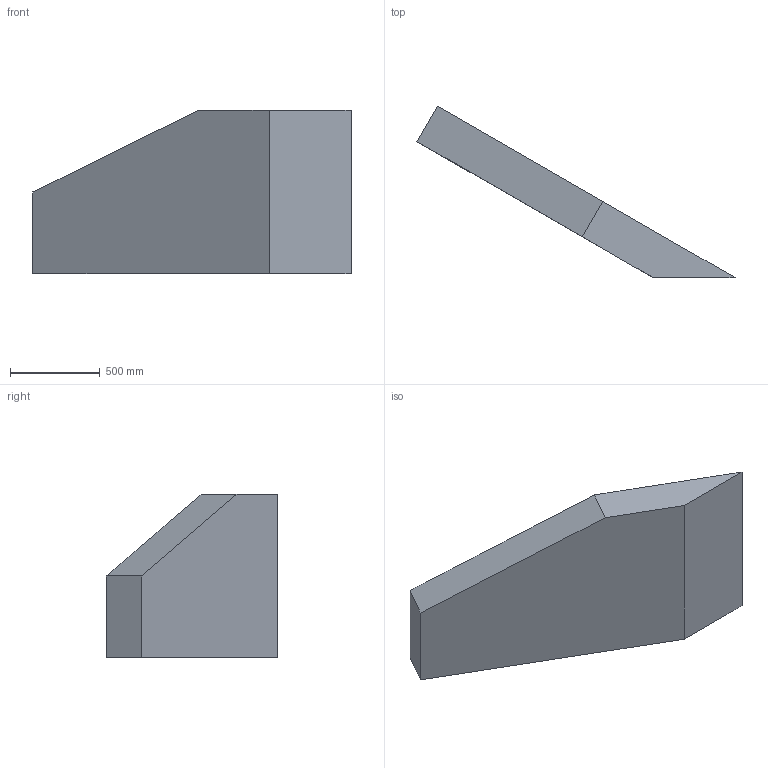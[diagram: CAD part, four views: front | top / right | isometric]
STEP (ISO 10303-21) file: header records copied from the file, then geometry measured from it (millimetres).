
FILE_DESCRIPTION(/* description */ (''),/* implementation_level */ '2;1');
FILE_NAME(/* name */ 'FarmBridge-SouthAbutment-Wing-West.step',/* time_stamp */ '2025-11-25T11:00:19-06:00',/* author */ (''),/* organization */ (''),/* preprocessor_version */ 'ST-DEVELOPER v20.1',/* originating_system */ 'Autodesk Translation Framework v14.21.0.0',/* authorisation */ '');
FILE_SCHEMA (('AUTOMOTIVE_DESIGN { 1 0 10303 214 3 1 1 }'));
Length unit declared in the file: foot
Products named in the file (2): 2025-11-24-11-55-19-842; 2025-11-24-14-10-03-167
Assembly tree (1 placements, depth 2):
  2025-11-24-11-55-19-842
    2025-11-24-14-10-03-167
Bounding box: 1777.02 x 959.97 x 914.4 mm (x, y, z)
Volume: 304198482.1 mm3; surface area: 3992722.6 mm2
Topology: 1 solids, 1 shells, 8 faces, 17 edges, 11 vertices
Faces by surface type: plane 8
Entity records: 268 total; most frequent: DIRECTION 39, CARTESIAN_POINT 39, ORIENTED_EDGE 34, LINE 17, VECTOR 17, EDGE_CURVE 17, VERTEX_POINT 11, AXIS2_PLACEMENT_3D 11
